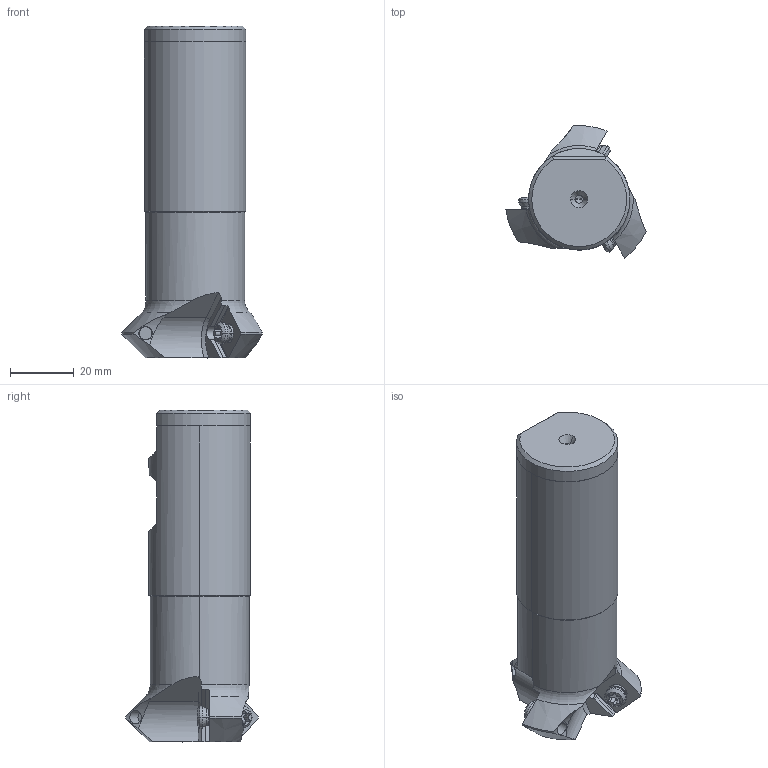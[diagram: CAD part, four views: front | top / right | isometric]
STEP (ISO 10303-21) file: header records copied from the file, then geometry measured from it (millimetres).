
FILE_DESCRIPTION((''),'2;1');
FILE_NAME('CFSPR203W20_ASM','2021-07-27T15:16:28',('tlyw01'),('PTC Japan'),'CREO PARAMETRIC BY PTC INC, 2018500','CREO PARAMETRIC BY PTC INC, 2018500','');
FILE_SCHEMA(('AUTOMOTIVE_DESIGN { 1 0 10303 214 1 1 1 1 }'));
Length unit declared in the file: millimetre
Products named in the file (5): CFSPR203W20_1; CFSPR203W20_2; CFSPR203W20_3; CFSPR203W20_4; CFSPR203W20_ASM
Assembly tree (4 placements, depth 2):
  CFSPR203W20_ASM
    CFSPR203W20_1
    CFSPR203W20_2
    CFSPR203W20_3
    CFSPR203W20_4
Bounding box: 43.93 x 41.43 x 103.88 mm (x, y, z)
Volume: 76407.6 mm3; surface area: 13708.9 mm2
Topology: 4 solids, 4 shells, 194 faces, 540 edges, 350 vertices
Faces by surface type: cylinder 87, plane 45, cone 44, torus 12, sphere 6
Entity records: 9462 total; most frequent: CARTESIAN_POINT 2652, ORIENTED_EDGE 1060, DIRECTION 1012, PRESENTATION_STYLE_ASSIGNMENT 540, STYLED_ITEM 540, CURVE_STYLE 536, EDGE_CURVE 530, AXIS2_PLACEMENT_3D 404
